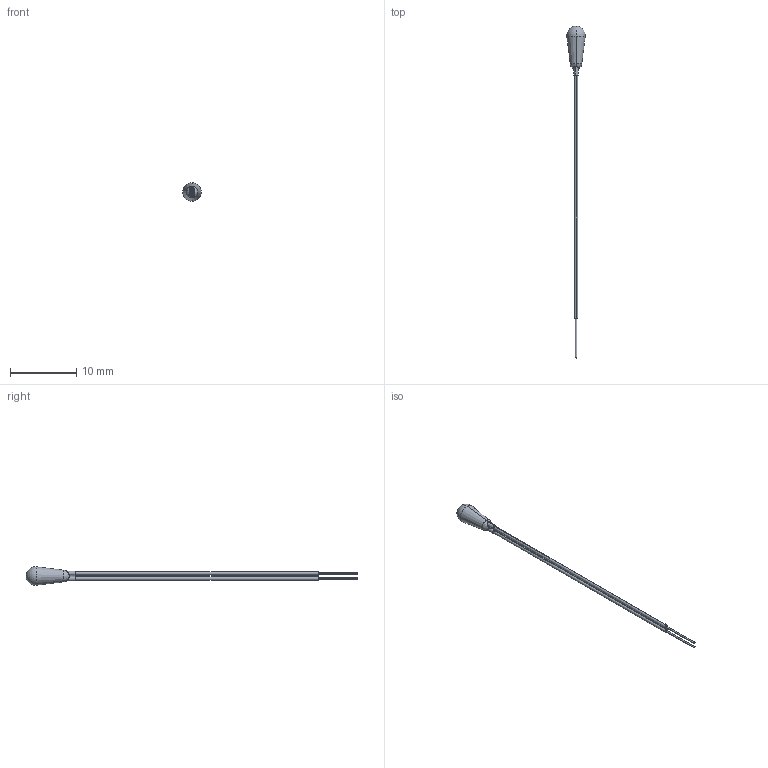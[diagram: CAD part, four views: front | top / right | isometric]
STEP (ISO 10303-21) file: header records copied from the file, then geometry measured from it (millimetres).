
FILE_DESCRIPTION((''),'2;1');
FILE_NAME('S864','2021-06-14T11:46:26',('ED9772'),(''),'CREO PARAMETRIC BY PTC INC, 2017380','CREO PARAMETRIC BY PTC INC, 2017380','');
FILE_SCHEMA(('CONFIG_CONTROL_DESIGN','SHAPE_APPEARANCE_LAYERS_GROUPS'));
Length unit declared in the file: millimetre
Products named in the file (1): S864
Bounding box: 2.78 x 50 x 2.8 mm (x, y, z)
Volume: 40.8 mm3; surface area: 176.6 mm2
Topology: 1 solids, 1 shells, 30 faces, 62 edges, 34 vertices
Faces by surface type: cylinder 8, bspline 6, cone 6, torus 4, plane 4, sphere 2
Entity records: 2020 total; most frequent: CARTESIAN_POINT 802, COLOUR_RGB 233, DIRECTION 134, ORIENTED_EDGE 120, PRESENTATION_STYLE_ASSIGNMENT 73, STYLED_ITEM 61, CURVE_STYLE 60, AXIS2_PLACEMENT_3D 60
